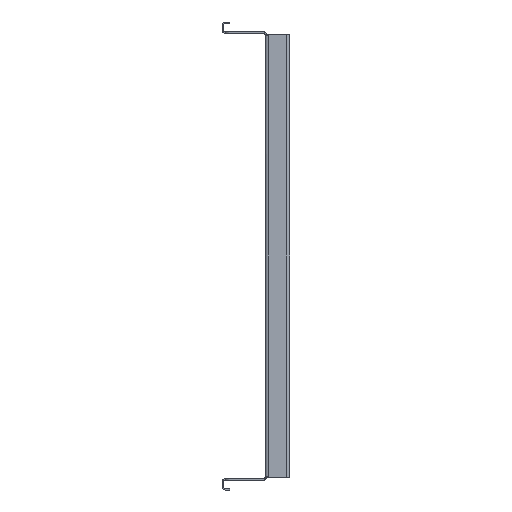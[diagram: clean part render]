
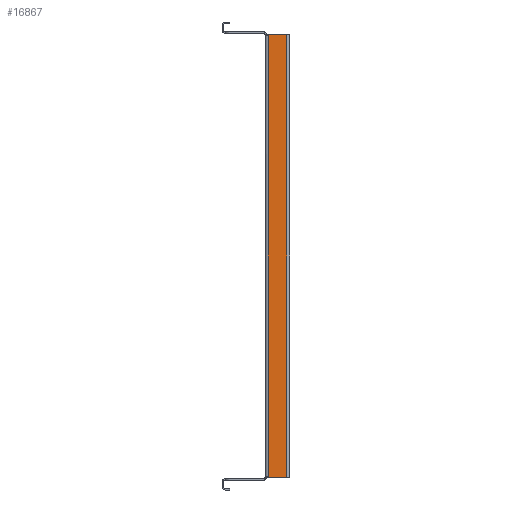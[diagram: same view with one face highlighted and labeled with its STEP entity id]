
A CAD part, left-side view. The second image highlights one B-rep face of the part: STEP entity #16867.
In plain terms, the highlighted planar face has unit normal (-1, 0, 0).
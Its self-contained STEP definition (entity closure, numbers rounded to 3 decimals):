
#224 = FACE_OUTER_BOUND ( 'NONE', #7040, .T. ) ;
#346 = DIRECTION ( 'NONE',  ( 0., 1., 0. ) ) ;
#437 = CARTESIAN_POINT ( 'NONE',  ( -330., 0., 293. ) ) ;
#469 = CARTESIAN_POINT ( 'NONE',  ( -330., -29., 293. ) ) ;
#810 = VERTEX_POINT ( 'NONE', #7797 ) ;
#1126 = CARTESIAN_POINT ( 'NONE',  ( -330., -29., -293. ) ) ;
#1867 = LINE ( 'NONE', #9545, #18186 ) ;
#1883 = ORIENTED_EDGE ( 'NONE', *, *, #14949, .T. ) ;
#2117 = LINE ( 'NONE', #437, #10351 ) ;
#5067 = DIRECTION ( 'NONE',  ( 0., -1., 0. ) ) ;
#5240 = LINE ( 'NONE', #11151, #15943 ) ;
#5492 = AXIS2_PLACEMENT_3D ( 'NONE', #10707, #10604, #9050 ) ;
#6338 = PLANE ( 'NONE',  #5492 ) ;
#6912 = EDGE_CURVE ( 'NONE', #8162, #15265, #2117, .T. ) ;
#7040 = EDGE_LOOP ( 'NONE', ( #16281, #1883, #7081, #16239 ) ) ;
#7081 = ORIENTED_EDGE ( 'NONE', *, *, #6912, .T. ) ;
#7797 = CARTESIAN_POINT ( 'NONE',  ( -330., -29., -293. ) ) ;
#8162 = VERTEX_POINT ( 'NONE', #469 ) ;
#8957 = EDGE_CURVE ( 'NONE', #16036, #810, #1867, .T. ) ;
#9050 = DIRECTION ( 'NONE',  ( 0., -1., 0. ) ) ;
#9545 = CARTESIAN_POINT ( 'NONE',  ( -330., 0., -293. ) ) ;
#10351 = VECTOR ( 'NONE', #346, 1000. ) ;
#10604 = DIRECTION ( 'NONE',  ( -1., 0., 0. ) ) ;
#10707 = CARTESIAN_POINT ( 'NONE',  ( -330., 0., 0. ) ) ;
#11151 = CARTESIAN_POINT ( 'NONE',  ( -330., -4., 0. ) ) ;
#11994 = EDGE_CURVE ( 'NONE', #15265, #16036, #5240, .T. ) ;
#12100 = CARTESIAN_POINT ( 'NONE',  ( -330., -4., 293. ) ) ;
#12348 = CARTESIAN_POINT ( 'NONE',  ( -330., -4., -293. ) ) ;
#12876 = LINE ( 'NONE', #1126, #18770 ) ;
#14949 = EDGE_CURVE ( 'NONE', #810, #8162, #12876, .T. ) ;
#15265 = VERTEX_POINT ( 'NONE', #12100 ) ;
#15943 = VECTOR ( 'NONE', #18954, 1000. ) ;
#16036 = VERTEX_POINT ( 'NONE', #12348 ) ;
#16239 = ORIENTED_EDGE ( 'NONE', *, *, #11994, .T. ) ;
#16281 = ORIENTED_EDGE ( 'NONE', *, *, #8957, .T. ) ;
#16867 = ADVANCED_FACE ( 'NONE', ( #224 ), #6338, .T. ) ;
#17462 = DIRECTION ( 'NONE',  ( 0., 0., 1. ) ) ;
#18186 = VECTOR ( 'NONE', #5067, 1000. ) ;
#18770 = VECTOR ( 'NONE', #17462, 1000. ) ;
#18954 = DIRECTION ( 'NONE',  ( 0., 0., -1. ) ) ;
